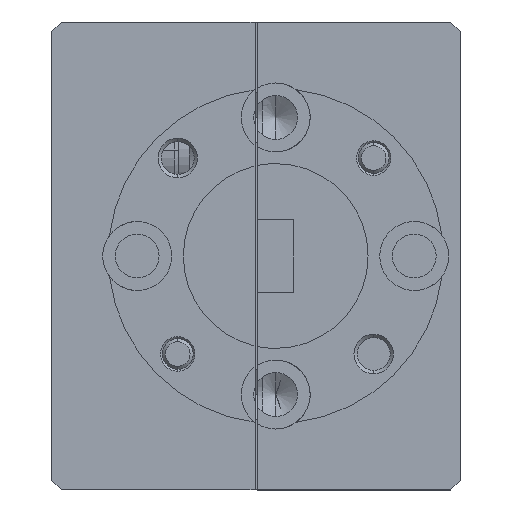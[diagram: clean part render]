
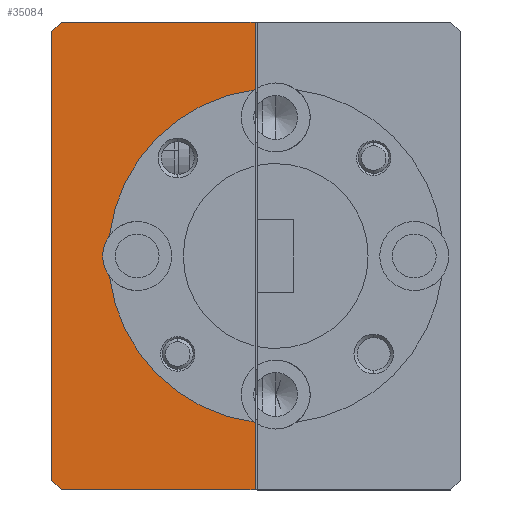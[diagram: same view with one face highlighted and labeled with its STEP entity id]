
A CAD part, left-side view. The second image highlights one B-rep face of the part: STEP entity #35084.
In plain terms, the highlighted planar face has unit normal (-1, 0, 0).
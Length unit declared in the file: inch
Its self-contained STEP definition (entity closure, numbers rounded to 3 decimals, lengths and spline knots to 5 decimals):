
#341 = CARTESIAN_POINT ( 'NONE',  ( -1.8, 0.413, 0.475 ) ) ;
#569 = CARTESIAN_POINT ( 'NONE',  ( -1.8, 0.393, 0.475 ) ) ;
#1911 = DIRECTION ( 'NONE',  ( 0., 0.707, -0.707 ) ) ;
#2939 = VERTEX_POINT ( 'NONE', #7298 ) ;
#3140 = CARTESIAN_POINT ( 'NONE',  ( -1.8, 0., -0.475 ) ) ;
#4330 = CIRCLE ( 'NONE', #8988, 0.07 ) ;
#4691 = DIRECTION ( 'NONE',  ( 0., 0., 1. ) ) ;
#4713 = LINE ( 'NONE', #20763, #20166 ) ;
#6774 = VERTEX_POINT ( 'NONE', #3140 ) ;
#7123 = VECTOR ( 'NONE', #12658, 39.37008 ) ;
#7298 = CARTESIAN_POINT ( 'NONE',  ( -1.8, 0.29543, -0.04177 ) ) ;
#7639 = DIRECTION ( 'NONE',  ( 0., -0.707, -0.707 ) ) ;
#7813 = CARTESIAN_POINT ( 'NONE',  ( -1.8, -0.042, 0. ) ) ;
#7905 = EDGE_CURVE ( 'NONE', #24766, #17530, #4713, .T. ) ;
#8826 = DIRECTION ( 'NONE',  ( 0., 0., 1. ) ) ;
#8988 = AXIS2_PLACEMENT_3D ( 'NONE', #38346, #22576, #13613 ) ;
#9034 = EDGE_LOOP ( 'NONE', ( #21525, #10223, #32407, #39614, #28683, #25070, #38629, #28194, #31554, #22057 ) ) ;
#9138 = EDGE_CURVE ( 'NONE', #6774, #36978, #34442, .T. ) ;
#9886 = CARTESIAN_POINT ( 'NONE',  ( -1.8, 0., -0.3374 ) ) ;
#10223 = ORIENTED_EDGE ( 'NONE', *, *, #41033, .F. ) ;
#10972 = CARTESIAN_POINT ( 'NONE',  ( -1.8, 0.393, -0.475 ) ) ;
#11347 = VERTEX_POINT ( 'NONE', #34813 ) ;
#11591 = CARTESIAN_POINT ( 'NONE',  ( -1.8, 0., 0.475 ) ) ;
#12320 = VERTEX_POINT ( 'NONE', #32658 ) ;
#12499 = VERTEX_POINT ( 'NONE', #569 ) ;
#12658 = DIRECTION ( 'NONE',  ( 0., -1., 0. ) ) ;
#12986 = CARTESIAN_POINT ( 'NONE',  ( -1.8, 0., 0.475 ) ) ;
#13315 = CARTESIAN_POINT ( 'NONE',  ( -1.8, 0., 0.475 ) ) ;
#13613 = DIRECTION ( 'NONE',  ( 0., 0., 1. ) ) ;
#14336 = FACE_OUTER_BOUND ( 'NONE', #9034, .T. ) ;
#15055 = CIRCLE ( 'NONE', #19044, 0.34 ) ;
#15494 = EDGE_CURVE ( 'NONE', #17530, #6774, #25393, .T. ) ;
#16823 = EDGE_CURVE ( 'NONE', #23783, #20194, #23891, .T. ) ;
#17530 = VERTEX_POINT ( 'NONE', #10972 ) ;
#18968 = CARTESIAN_POINT ( 'NONE',  ( -1.8, -0.042, 0. ) ) ;
#19044 = AXIS2_PLACEMENT_3D ( 'NONE', #18968, #39828, #40999 ) ;
#19494 = LINE ( 'NONE', #31953, #25815 ) ;
#20166 = VECTOR ( 'NONE', #7639, 39.37008 ) ;
#20194 = VERTEX_POINT ( 'NONE', #13315 ) ;
#20433 = EDGE_CURVE ( 'NONE', #2939, #36978, #15055, .T. ) ;
#20737 = DIRECTION ( 'NONE',  ( -1., 0., 0. ) ) ;
#20763 = CARTESIAN_POINT ( 'NONE',  ( -1.8, 0.413, -0.455 ) ) ;
#20820 = DIRECTION ( 'NONE',  ( 0., 0., -1. ) ) ;
#21208 = DIRECTION ( 'NONE',  ( 1., 0., 0. ) ) ;
#21525 = ORIENTED_EDGE ( 'NONE', *, *, #20433, .F. ) ;
#21720 = VECTOR ( 'NONE', #1911, 39.37008 ) ;
#22057 = ORIENTED_EDGE ( 'NONE', *, *, #9138, .T. ) ;
#22576 = DIRECTION ( 'NONE',  ( -1., 0., 0. ) ) ;
#23053 = DIRECTION ( 'NONE',  ( 0., -1., 0. ) ) ;
#23783 = VERTEX_POINT ( 'NONE', #33093 ) ;
#23891 = LINE ( 'NONE', #11591, #25138 ) ;
#24766 = VERTEX_POINT ( 'NONE', #37782 ) ;
#25070 = ORIENTED_EDGE ( 'NONE', *, *, #37240, .T. ) ;
#25138 = VECTOR ( 'NONE', #27002, 39.37008 ) ;
#25393 = LINE ( 'NONE', #25804, #7123 ) ;
#25804 = CARTESIAN_POINT ( 'NONE',  ( -1.8, 0.413, -0.475 ) ) ;
#25815 = VECTOR ( 'NONE', #35282, 39.37008 ) ;
#27002 = DIRECTION ( 'NONE',  ( 0., 0., 1. ) ) ;
#27441 = EDGE_CURVE ( 'NONE', #24766, #11347, #19494, .T. ) ;
#27861 = PLANE ( 'NONE',  #33519 ) ;
#28194 = ORIENTED_EDGE ( 'NONE', *, *, #7905, .T. ) ;
#28400 = VECTOR ( 'NONE', #23053, 39.37008 ) ;
#28683 = ORIENTED_EDGE ( 'NONE', *, *, #37646, .F. ) ;
#30932 = EDGE_CURVE ( 'NONE', #23783, #12320, #38707, .T. ) ;
#31554 = ORIENTED_EDGE ( 'NONE', *, *, #15494, .T. ) ;
#31953 = CARTESIAN_POINT ( 'NONE',  ( -1.8, 0.413, 0.475 ) ) ;
#32407 = ORIENTED_EDGE ( 'NONE', *, *, #30932, .F. ) ;
#32658 = CARTESIAN_POINT ( 'NONE',  ( -1.8, 0.29543, 0.04177 ) ) ;
#32903 = CARTESIAN_POINT ( 'NONE',  ( -1.8, 0.413, 0.455 ) ) ;
#33093 = CARTESIAN_POINT ( 'NONE',  ( -1.8, 0., 0.3374 ) ) ;
#33477 = VECTOR ( 'NONE', #8826, 39.37008 ) ;
#33519 = AXIS2_PLACEMENT_3D ( 'NONE', #39739, #21208, #20820 ) ;
#34442 = LINE ( 'NONE', #12986, #33477 ) ;
#34813 = CARTESIAN_POINT ( 'NONE',  ( -1.8, 0.413, 0.455 ) ) ;
#35084 = ADVANCED_FACE ( 'NONE', ( #14336 ), #27861, .F. ) ;
#35282 = DIRECTION ( 'NONE',  ( 0., 0., 1. ) ) ;
#35313 = LINE ( 'NONE', #341, #28400 ) ;
#36720 = AXIS2_PLACEMENT_3D ( 'NONE', #7813, #20737, #4691 ) ;
#36978 = VERTEX_POINT ( 'NONE', #9886 ) ;
#37240 = EDGE_CURVE ( 'NONE', #12499, #11347, #40172, .T. ) ;
#37646 = EDGE_CURVE ( 'NONE', #12499, #20194, #35313, .T. ) ;
#37782 = CARTESIAN_POINT ( 'NONE',  ( -1.8, 0.413, -0.455 ) ) ;
#38346 = CARTESIAN_POINT ( 'NONE',  ( -1.8, 0.23925, 0. ) ) ;
#38629 = ORIENTED_EDGE ( 'NONE', *, *, #27441, .F. ) ;
#38707 = CIRCLE ( 'NONE', #36720, 0.34 ) ;
#39614 = ORIENTED_EDGE ( 'NONE', *, *, #16823, .T. ) ;
#39739 = CARTESIAN_POINT ( 'NONE',  ( -1.8, 0.413, 0.475 ) ) ;
#39828 = DIRECTION ( 'NONE',  ( -1., 0., 0. ) ) ;
#40172 = LINE ( 'NONE', #32903, #21720 ) ;
#40999 = DIRECTION ( 'NONE',  ( 0., 0., 1. ) ) ;
#41033 = EDGE_CURVE ( 'NONE', #12320, #2939, #4330, .T. ) ;
